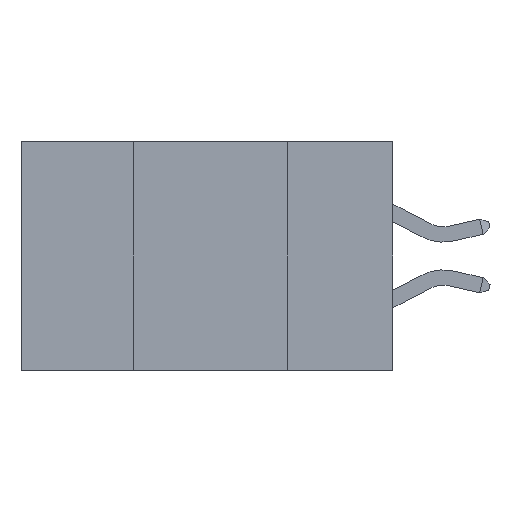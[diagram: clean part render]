
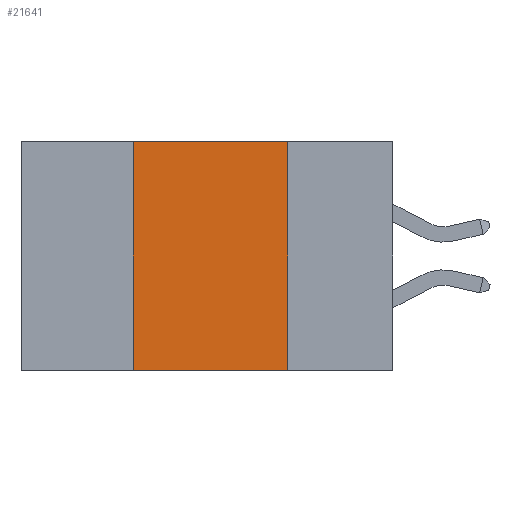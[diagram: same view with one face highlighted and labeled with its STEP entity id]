
A CAD part, left-side view. The second image highlights one B-rep face of the part: STEP entity #21641.
In plain terms, the highlighted planar face has unit normal (-1, 0, 0).
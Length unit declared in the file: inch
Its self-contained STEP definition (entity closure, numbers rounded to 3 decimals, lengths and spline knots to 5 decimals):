
#141 = VECTOR ( 'NONE', #8810, 39.37008 ) ;
#987 = PLANE ( 'NONE',  #15493 ) ;
#1585 = LINE ( 'NONE', #5895, #6186 ) ;
#1820 = CARTESIAN_POINT ( 'NONE',  ( 0., 0.6, -0.37 ) ) ;
#4881 = ORIENTED_EDGE ( 'NONE', *, *, #9269, .F. ) ;
#5895 = CARTESIAN_POINT ( 'NONE',  ( 0., 0.17, 0. ) ) ;
#6186 = VECTOR ( 'NONE', #9903, 39.37008 ) ;
#7902 = EDGE_CURVE ( 'NONE', #11960, #9489, #1585, .T. ) ;
#8159 = CARTESIAN_POINT ( 'NONE',  ( 0., 0.42, 0. ) ) ;
#8716 = ORIENTED_EDGE ( 'NONE', *, *, #7902, .F. ) ;
#8810 = DIRECTION ( 'NONE',  ( 0., -1., 0. ) ) ;
#9021 = CARTESIAN_POINT ( 'NONE',  ( 0., 0.42, 0. ) ) ;
#9146 = CARTESIAN_POINT ( 'NONE',  ( 0., 0.6, 0. ) ) ;
#9269 = EDGE_CURVE ( 'NONE', #23098, #12771, #19029, .T. ) ;
#9358 = LINE ( 'NONE', #9146, #141 ) ;
#9489 = VERTEX_POINT ( 'NONE', #24795 ) ;
#9903 = DIRECTION ( 'NONE',  ( 0., 0., -1. ) ) ;
#10120 = EDGE_LOOP ( 'NONE', ( #8716, #10624, #4881, #10768 ) ) ;
#10624 = ORIENTED_EDGE ( 'NONE', *, *, #11331, .F. ) ;
#10768 = ORIENTED_EDGE ( 'NONE', *, *, #24629, .T. ) ;
#11331 = EDGE_CURVE ( 'NONE', #12771, #11960, #9358, .T. ) ;
#11711 = VECTOR ( 'NONE', #23608, 39.37008 ) ;
#11960 = VERTEX_POINT ( 'NONE', #13160 ) ;
#12742 = DIRECTION ( 'NONE',  ( 1., 0., 0. ) ) ;
#12771 = VERTEX_POINT ( 'NONE', #9021 ) ;
#12854 = CARTESIAN_POINT ( 'NONE',  ( 0., 0.42, -0.37 ) ) ;
#13160 = CARTESIAN_POINT ( 'NONE',  ( 0., 0.17, 0. ) ) ;
#13791 = VECTOR ( 'NONE', #18137, 39.37008 ) ;
#15493 = AXIS2_PLACEMENT_3D ( 'NONE', #16606, #12742, #24413 ) ;
#16606 = CARTESIAN_POINT ( 'NONE',  ( 0., 0.6, 0. ) ) ;
#18137 = DIRECTION ( 'NONE',  ( 0., 0., 1. ) ) ;
#19029 = LINE ( 'NONE', #8159, #13791 ) ;
#19457 = LINE ( 'NONE', #1820, #11711 ) ;
#21641 = ADVANCED_FACE ( 'NONE', ( #22339 ), #987, .F. ) ;
#22339 = FACE_OUTER_BOUND ( 'NONE', #10120, .T. ) ;
#23098 = VERTEX_POINT ( 'NONE', #12854 ) ;
#23608 = DIRECTION ( 'NONE',  ( 0., -1., 0. ) ) ;
#24413 = DIRECTION ( 'NONE',  ( 0., 0., -1. ) ) ;
#24629 = EDGE_CURVE ( 'NONE', #23098, #9489, #19457, .T. ) ;
#24795 = CARTESIAN_POINT ( 'NONE',  ( 0., 0.17, -0.37 ) ) ;
